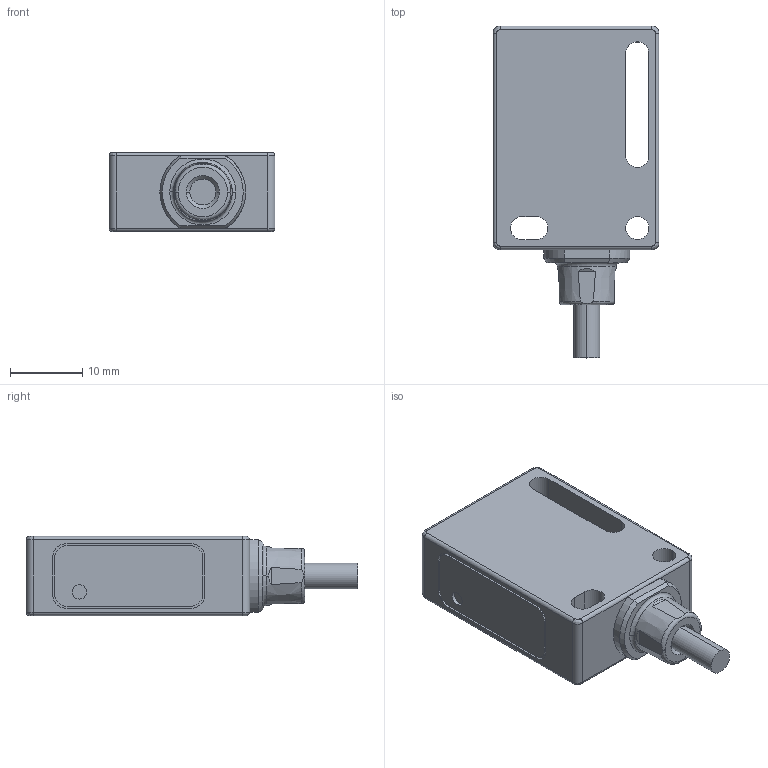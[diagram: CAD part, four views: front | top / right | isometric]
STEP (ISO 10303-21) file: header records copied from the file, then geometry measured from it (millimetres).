
FILE_DESCRIPTION((''),'2;1');
FILE_NAME('CAD0799_ML8-55-115','2006-11-28T',('mflender'),(''),'PRO/ENGINEER BY PARAMETRIC TECHNOLOGY CORPORATION, 2006140','PRO/ENGINEER BY PARAMETRIC TECHNOLOGY CORPORATION, 2006140','');
FILE_SCHEMA(('CONFIG_CONTROL_DESIGN'));
Length unit declared in the file: millimetre
Products named in the file (1): CAD0799_ML8-55-115
Bounding box: 23 x 46 x 11 mm (x, y, z)
Volume: 7522.8 mm3; surface area: 3411.9 mm2
Topology: 1 solids, 1 shells, 89 faces, 236 edges, 168 vertices
Faces by surface type: plane 39, cylinder 32, bspline 6, torus 6, cone 6
Entity records: 3720 total; most frequent: CARTESIAN_POINT 744, DIRECTION 476, ORIENTED_EDGE 440, EDGE_CURVE 220, AXIS2_PLACEMENT_3D 180, VERTEX_POINT 138, VECTOR 116, LINE 116
